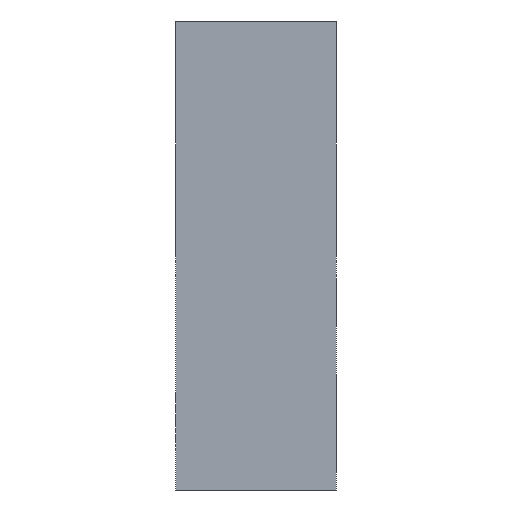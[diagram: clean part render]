
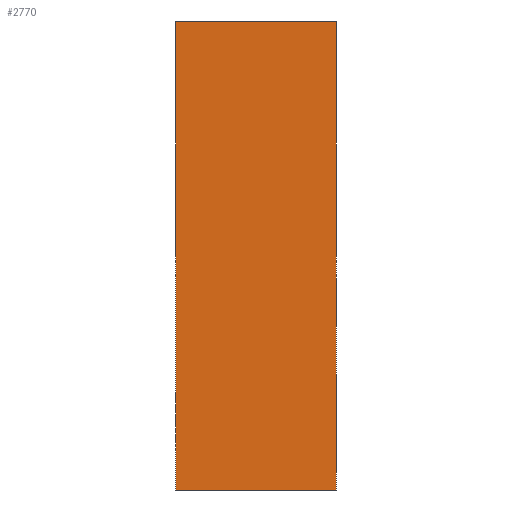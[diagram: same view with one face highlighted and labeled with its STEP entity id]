
A CAD part, left-side view. The second image highlights one B-rep face of the part: STEP entity #2770.
In plain terms, the highlighted planar face has unit normal (-1, 0, 0).
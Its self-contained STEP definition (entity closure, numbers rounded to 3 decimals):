
#224=FACE_OUTER_BOUND('',#391,.T.);
#391=EDGE_LOOP('',(#2359,#2360,#2361,#2362));
#758=LINE('',#4416,#1114);
#759=LINE('',#4418,#1115);
#760=LINE('',#4420,#1116);
#761=LINE('',#4421,#1117);
#1114=VECTOR('',#3646,10.);
#1115=VECTOR('',#3647,10.);
#1116=VECTOR('',#3648,10.);
#1117=VECTOR('',#3649,10.);
#1357=VERTEX_POINT('',#4414);
#1358=VERTEX_POINT('',#4415);
#1359=VERTEX_POINT('',#4417);
#1360=VERTEX_POINT('',#4419);
#1712=EDGE_CURVE('',#1357,#1358,#758,.T.);
#1713=EDGE_CURVE('',#1357,#1359,#759,.T.);
#1714=EDGE_CURVE('',#1360,#1359,#760,.T.);
#1715=EDGE_CURVE('',#1358,#1360,#761,.T.);
#2359=ORIENTED_EDGE('',*,*,#1712,.F.);
#2360=ORIENTED_EDGE('',*,*,#1713,.T.);
#2361=ORIENTED_EDGE('',*,*,#1714,.F.);
#2362=ORIENTED_EDGE('',*,*,#1715,.F.);
#2604=PLANE('',#2968);
#2770=ADVANCED_FACE('',(#224),#2604,.T.);
#2968=AXIS2_PLACEMENT_3D('',#4413,#3644,#3645);
#3644=DIRECTION('center_axis',(-1.,0.,0.));
#3645=DIRECTION('ref_axis',(0.,0.,1.));
#3646=DIRECTION('',(0.,0.,-1.));
#3647=DIRECTION('',(0.,1.,0.));
#3648=DIRECTION('',(0.,0.,1.));
#3649=DIRECTION('',(0.,1.,0.));
#4413=CARTESIAN_POINT('Origin',(-1.5,0.,-1.25));
#4414=CARTESIAN_POINT('',(-1.5,0.,1.25));
#4415=CARTESIAN_POINT('',(-1.5,0.,-1.25));
#4416=CARTESIAN_POINT('',(-1.5,0.,1.25));
#4417=CARTESIAN_POINT('',(-1.5,0.86,1.25));
#4418=CARTESIAN_POINT('',(-1.5,0.,1.25));
#4419=CARTESIAN_POINT('',(-1.5,0.86,-1.25));
#4420=CARTESIAN_POINT('',(-1.5,0.86,1.25));
#4421=CARTESIAN_POINT('',(-1.5,0.,-1.25));
